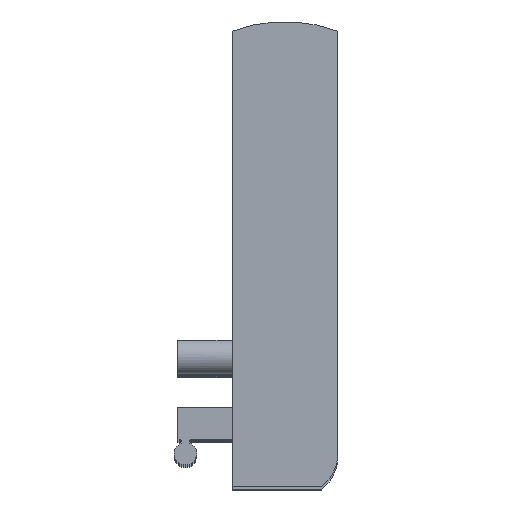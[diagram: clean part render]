
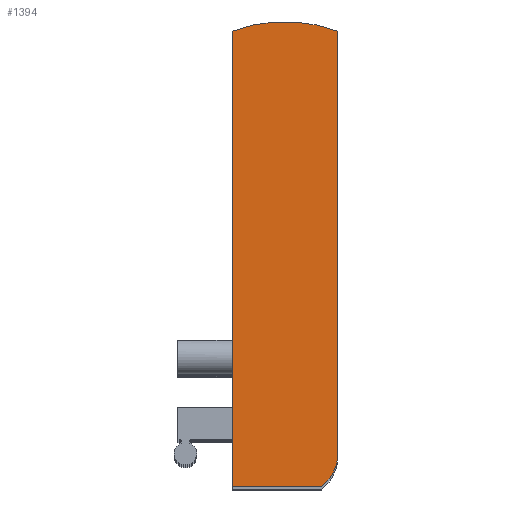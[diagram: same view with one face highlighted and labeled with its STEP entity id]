
A CAD part, top view. The second image highlights one B-rep face of the part: STEP entity #1394.
In plain terms, the highlighted planar face has unit normal (0, 0, 1).
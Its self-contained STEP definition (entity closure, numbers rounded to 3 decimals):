
#117=CIRCLE('',#1578,18.);
#119=CIRCLE('',#1583,5.);
#523=ORIENTED_EDGE('',*,*,#714,.T.);
#524=ORIENTED_EDGE('',*,*,#718,.T.);
#525=ORIENTED_EDGE('',*,*,#721,.T.);
#526=ORIENTED_EDGE('',*,*,#724,.T.);
#527=ORIENTED_EDGE('',*,*,#726,.T.);
#714=EDGE_CURVE('',#850,#849,#117,.T.);
#718=EDGE_CURVE('',#849,#852,#980,.T.);
#721=EDGE_CURVE('',#852,#854,#983,.T.);
#724=EDGE_CURVE('',#854,#856,#119,.T.);
#726=EDGE_CURVE('',#856,#850,#986,.T.);
#849=VERTEX_POINT('',#2402);
#850=VERTEX_POINT('',#2404);
#852=VERTEX_POINT('',#2410);
#854=VERTEX_POINT('',#2416);
#856=VERTEX_POINT('',#2422);
#980=LINE('',#2411,#1108);
#983=LINE('',#2417,#1111);
#986=LINE('',#2426,#1114);
#1108=VECTOR('',#1979,1000.);
#1111=VECTOR('',#1984,1000.);
#1114=VECTOR('',#1995,1000.);
#1191=EDGE_LOOP('',(#523,#524,#525,#526,#527));
#1273=FACE_BOUND('',#1191,.T.);
#1320=PLANE('',#1585);
#1394=ADVANCED_FACE('',(#1273),#1320,.T.);
#1578=AXIS2_PLACEMENT_3D('',#2403,#1972,#1973);
#1583=AXIS2_PLACEMENT_3D('',#2423,#1990,#1991);
#1585=AXIS2_PLACEMENT_3D('',#2427,#1996,#1997);
#1972=DIRECTION('',(0.,0.,1.));
#1973=DIRECTION('',(1.,0.,0.));
#1979=DIRECTION('',(0.,-1.,0.));
#1984=DIRECTION('',(1.,0.,0.));
#1990=DIRECTION('',(0.,0.,1.));
#1991=DIRECTION('',(1.,0.,0.));
#1995=DIRECTION('',(0.,1.,0.));
#1996=DIRECTION('',(0.,0.,1.));
#1997=DIRECTION('',(1.,0.,0.));
#2402=CARTESIAN_POINT('',(-8.9,50.743,1.6));
#2403=CARTESIAN_POINT('',(-2.55,33.9,1.6));
#2404=CARTESIAN_POINT('',(3.8,50.743,1.6));
#2410=CARTESIAN_POINT('',(-8.9,-4.,1.6));
#2411=CARTESIAN_POINT('',(-8.9,50.743,1.6));
#2416=CARTESIAN_POINT('',(1.8,-4.,1.6));
#2417=CARTESIAN_POINT('',(-8.9,-4.,1.6));
#2422=CARTESIAN_POINT('',(3.8,0.,1.6));
#2423=CARTESIAN_POINT('',(-1.2,0.,1.6));
#2426=CARTESIAN_POINT('',(3.8,0.,1.6));
#2427=CARTESIAN_POINT('',(-2.55,33.9,1.6));
